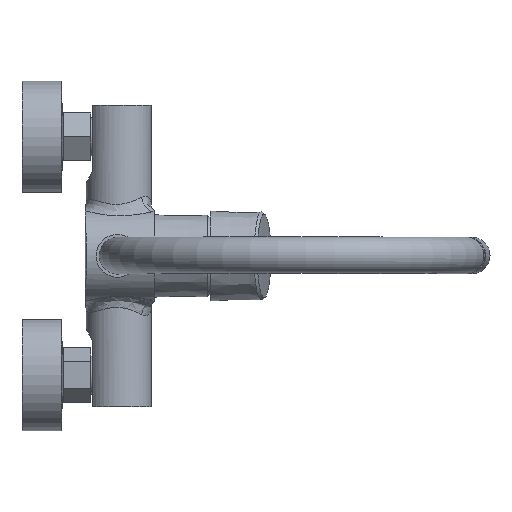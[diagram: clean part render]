
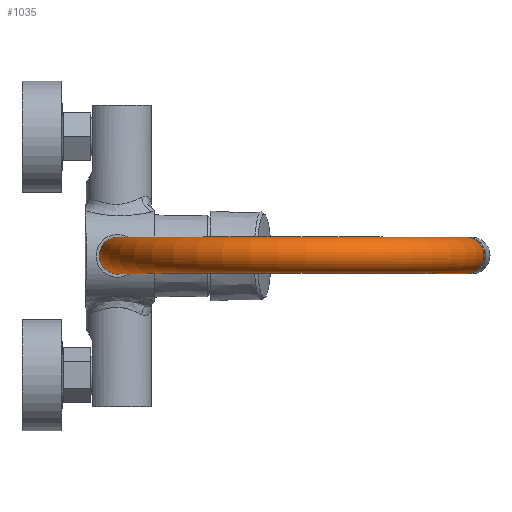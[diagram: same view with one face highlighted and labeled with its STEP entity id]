
A CAD part, top view. The second image highlights one B-rep face of the part: STEP entity #1035.
In plain terms, the highlighted toroidal (fillet/blend) face has major radius 110.5 mm and minor radius 11.5 mm.
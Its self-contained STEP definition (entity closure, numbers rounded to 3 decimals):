
#19=TOROIDAL_SURFACE('',#1308,110.5,11.5);
#470=ORIENTED_EDGE('',*,*,#638,.T.);
#471=ORIENTED_EDGE('',*,*,#636,.F.);
#636=EDGE_CURVE('',#764,#764,#816,.F.);
#638=EDGE_CURVE('',#766,#766,#818,.F.);
#764=VERTEX_POINT('',#3440);
#766=VERTEX_POINT('',#3445);
#816=CIRCLE('',#1304,11.5);
#818=CIRCLE('',#1307,11.5);
#879=EDGE_LOOP('',(#470));
#880=EDGE_LOOP('',(#471));
#956=FACE_BOUND('',#879,.T.);
#957=FACE_BOUND('',#880,.T.);
#1035=ADVANCED_FACE('',(#956,#957),#19,.T.);
#1304=AXIS2_PLACEMENT_3D('',#3439,#1460,#1461);
#1307=AXIS2_PLACEMENT_3D('',#3444,#1466,#1467);
#1308=AXIS2_PLACEMENT_3D('',#3446,#1468,#1469);
#1460=DIRECTION('',(-0.174,0.,0.985));
#1461=DIRECTION('',(-0.985,0.,-0.174));
#1466=DIRECTION('',(0.,0.,-1.));
#1467=DIRECTION('',(1.,0.,0.));
#1468=DIRECTION('',(0.,-1.,0.));
#1469=DIRECTION('',(0.,0.,-1.));
#3439=CARTESIAN_POINT('',(334.831,0.,192.46));
#3440=CARTESIAN_POINT('',(323.506,0.,190.463));
#3444=CARTESIAN_POINT('',(115.51,0.,173.272));
#3445=CARTESIAN_POINT('',(127.01,0.,173.272));
#3446=CARTESIAN_POINT('',(226.01,0.,173.272));
